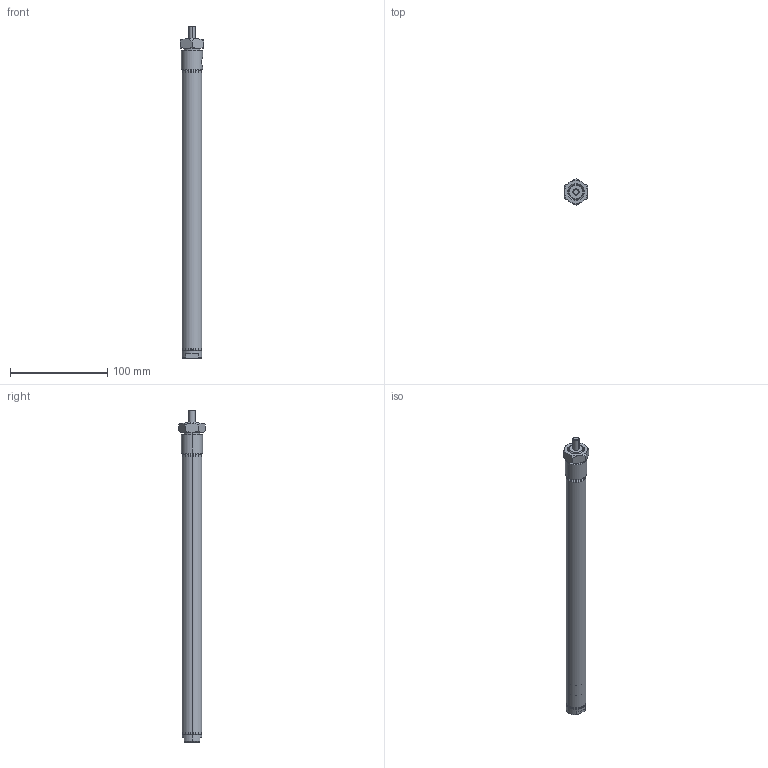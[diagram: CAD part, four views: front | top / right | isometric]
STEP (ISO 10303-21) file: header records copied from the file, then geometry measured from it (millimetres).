
FILE_DESCRIPTION (( 'STEP AP214' ), '1' );
FILE_NAME ('A12100DN.step', '2017-04-04T20:57:46', ( '' ), ( '' ), 'SwSTEP 2.0', 'SolidWorks 2017', '' );
FILE_SCHEMA (( 'AUTOMOTIVE_DESIGN' ));
Length unit declared in the file: inch
Products named in the file (4): A12100DN_Mounting Nut_D-9; A12100DN-Rod; A12100DN-MainBody; A12100DN
Assembly tree (3 placements, depth 2):
  A12100DN
    A12100DN-MainBody
    A12100DN-Rod
    A12100DN_Mounting Nut_D-9
Bounding box: 23.88 x 27.57 x 342.14 mm (x, y, z)
Volume: 44886.2 mm3; surface area: 49278.9 mm2
Topology: 3 solids, 3 shells, 94 faces, 205 edges, 124 vertices
Faces by surface type: cone 39, cylinder 28, plane 27
Entity records: 3081 total; most frequent: CARTESIAN_POINT 846, DIRECTION 462, ORIENTED_EDGE 406, EDGE_CURVE 203, AXIS2_PLACEMENT_3D 197, VERTEX_POINT 124, EDGE_LOOP 109, CIRCLE 97
